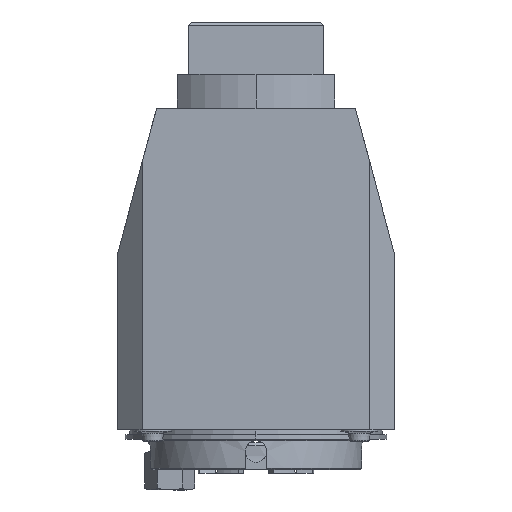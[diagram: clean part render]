
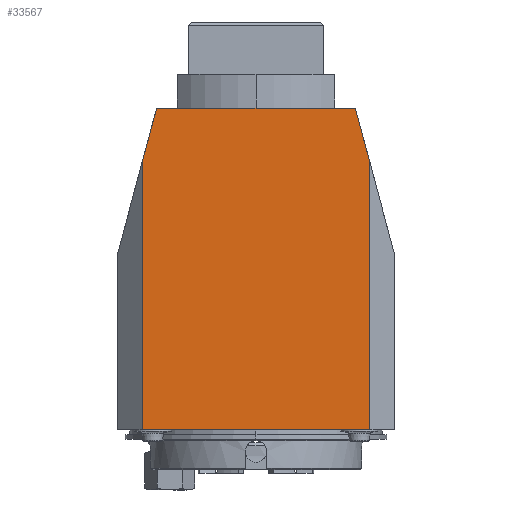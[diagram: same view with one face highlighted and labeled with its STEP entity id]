
A CAD part, left-side view. The second image highlights one B-rep face of the part: STEP entity #33567.
In plain terms, the highlighted planar face has unit normal (1, 0, 0).
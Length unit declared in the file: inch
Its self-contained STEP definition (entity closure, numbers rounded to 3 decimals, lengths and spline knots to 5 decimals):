
#2580 = DIRECTION ( 'NONE',  ( 0., -0.259, 0.966 ) ) ;
#3735 = VERTEX_POINT ( 'NONE', #16068 ) ;
#3742 = CARTESIAN_POINT ( 'NONE',  ( -4.72441, -1.27057, 1.87008 ) ) ;
#4631 = VECTOR ( 'NONE', #39910, 39.37008 ) ;
#6278 = DIRECTION ( 'NONE',  ( 0., -1., 0. ) ) ;
#6430 = CARTESIAN_POINT ( 'NONE',  ( -4.72441, 0., 0. ) ) ;
#6518 = LINE ( 'NONE', #34979, #7673 ) ;
#7600 = VECTOR ( 'NONE', #2580, 39.37008 ) ;
#7673 = VECTOR ( 'NONE', #6278, 39.37008 ) ;
#8120 = VERTEX_POINT ( 'NONE', #30868 ) ;
#9382 = DIRECTION ( 'NONE',  ( 0., 1., 0. ) ) ;
#9957 = VERTEX_POINT ( 'NONE', #11591 ) ;
#11591 = CARTESIAN_POINT ( 'NONE',  ( -4.72441, 1.45669, 1.17545 ) ) ;
#11875 = EDGE_CURVE ( 'NONE', #13131, #8120, #36247, .T. ) ;
#12714 = VERTEX_POINT ( 'NONE', #29781 ) ;
#13131 = VERTEX_POINT ( 'NONE', #33623 ) ;
#13703 = VECTOR ( 'NONE', #9382, 39.37008 ) ;
#14053 = LINE ( 'NONE', #20108, #13703 ) ;
#14090 = ORIENTED_EDGE ( 'NONE', *, *, #45200, .T. ) ;
#15802 = ORIENTED_EDGE ( 'NONE', *, *, #18273, .T. ) ;
#16068 = CARTESIAN_POINT ( 'NONE',  ( -4.72441, 1.27057, 1.87008 ) ) ;
#16171 = EDGE_LOOP ( 'NONE', ( #36717, #15802, #38150, #32668, #42952, #14090 ) ) ;
#17831 = CARTESIAN_POINT ( 'NONE',  ( -4.72441, -1.45669, 0. ) ) ;
#18273 = EDGE_CURVE ( 'NONE', #12714, #13131, #36408, .T. ) ;
#18577 = LINE ( 'NONE', #29992, #22689 ) ;
#20108 = CARTESIAN_POINT ( 'NONE',  ( -4.72441, 0., -2.24409 ) ) ;
#20571 = AXIS2_PLACEMENT_3D ( 'NONE', #6430, #30934, #27665 ) ;
#20887 = FACE_OUTER_BOUND ( 'NONE', #16171, .T. ) ;
#22689 = VECTOR ( 'NONE', #36528, 39.37008 ) ;
#25273 = DIRECTION ( 'NONE',  ( 0., 0., -1. ) ) ;
#27418 = EDGE_CURVE ( 'NONE', #3735, #12714, #6518, .T. ) ;
#27665 = DIRECTION ( 'NONE',  ( 0., 0., -1. ) ) ;
#28262 = EDGE_CURVE ( 'NONE', #8120, #44313, #14053, .T. ) ;
#29198 = EDGE_CURVE ( 'NONE', #44313, #9957, #18577, .T. ) ;
#29781 = CARTESIAN_POINT ( 'NONE',  ( -4.72441, -1.27057, 1.87008 ) ) ;
#29992 = CARTESIAN_POINT ( 'NONE',  ( -4.72441, 1.45669, 0. ) ) ;
#30603 = CARTESIAN_POINT ( 'NONE',  ( -4.72441, 1.45669, 1.17545 ) ) ;
#30868 = CARTESIAN_POINT ( 'NONE',  ( -4.72441, -1.45669, -2.24409 ) ) ;
#30934 = DIRECTION ( 'NONE',  ( 1., 0., 0. ) ) ;
#32203 = CARTESIAN_POINT ( 'NONE',  ( -4.72441, 1.45669, -2.24409 ) ) ;
#32668 = ORIENTED_EDGE ( 'NONE', *, *, #28262, .T. ) ;
#33567 = ADVANCED_FACE ( 'NONE', ( #20887 ), #34430, .T. ) ;
#33623 = CARTESIAN_POINT ( 'NONE',  ( -4.72441, -1.45669, 1.17545 ) ) ;
#34430 = PLANE ( 'NONE',  #20571 ) ;
#34557 = LINE ( 'NONE', #30603, #7600 ) ;
#34979 = CARTESIAN_POINT ( 'NONE',  ( -4.72441, 0., 1.87008 ) ) ;
#36247 = LINE ( 'NONE', #17831, #40597 ) ;
#36408 = LINE ( 'NONE', #3742, #4631 ) ;
#36528 = DIRECTION ( 'NONE',  ( 0., 0., 1. ) ) ;
#36717 = ORIENTED_EDGE ( 'NONE', *, *, #27418, .T. ) ;
#38150 = ORIENTED_EDGE ( 'NONE', *, *, #11875, .T. ) ;
#39910 = DIRECTION ( 'NONE',  ( 0., -0.259, -0.966 ) ) ;
#40597 = VECTOR ( 'NONE', #25273, 39.37008 ) ;
#42952 = ORIENTED_EDGE ( 'NONE', *, *, #29198, .T. ) ;
#44313 = VERTEX_POINT ( 'NONE', #32203 ) ;
#45200 = EDGE_CURVE ( 'NONE', #9957, #3735, #34557, .T. ) ;
